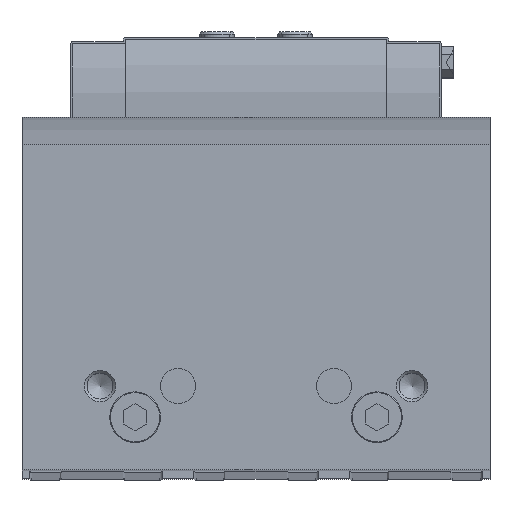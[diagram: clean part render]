
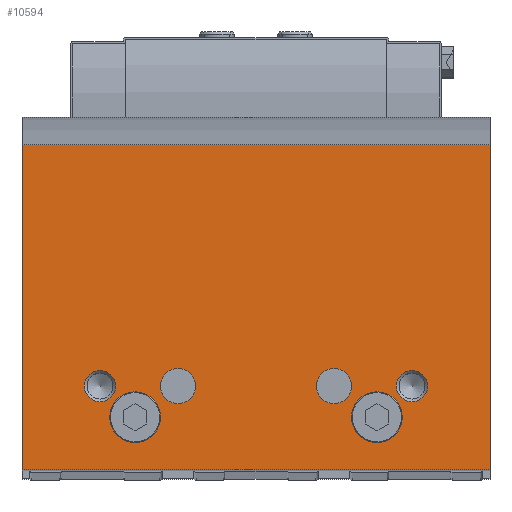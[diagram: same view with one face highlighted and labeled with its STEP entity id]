
A CAD part, top view. The second image highlights one B-rep face of the part: STEP entity #10594.
In plain terms, the highlighted planar face has unit normal (0, 0, 1).
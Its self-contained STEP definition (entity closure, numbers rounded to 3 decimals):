
#823=LINE('',#18088,#1802);
#825=LINE('',#18106,#1804);
#826=LINE('',#18108,#1805);
#827=LINE('',#18110,#1806);
#1802=VECTOR('',#14839,1000.);
#1804=VECTOR('',#14857,1000.);
#1805=VECTOR('',#14858,1000.);
#1806=VECTOR('',#14859,1000.);
#3554=ORIENTED_EDGE('',*,*,#5873,.T.);
#3555=ORIENTED_EDGE('',*,*,#5874,.T.);
#3556=ORIENTED_EDGE('',*,*,#5875,.T.);
#3557=ORIENTED_EDGE('',*,*,#5876,.T.);
#3558=ORIENTED_EDGE('',*,*,#5877,.T.);
#3559=ORIENTED_EDGE('',*,*,#5878,.T.);
#3560=ORIENTED_EDGE('',*,*,#5879,.T.);
#3561=ORIENTED_EDGE('',*,*,#5880,.F.);
#3562=ORIENTED_EDGE('',*,*,#5881,.F.);
#3563=ORIENTED_EDGE('',*,*,#5870,.T.);
#5870=EDGE_CURVE('',#7125,#7124,#823,.T.);
#5873=EDGE_CURVE('',#7127,#7127,#7937,.T.);
#5874=EDGE_CURVE('',#7128,#7128,#7938,.T.);
#5875=EDGE_CURVE('',#7129,#7129,#7939,.T.);
#5876=EDGE_CURVE('',#7130,#7130,#7940,.T.);
#5877=EDGE_CURVE('',#7131,#7131,#7941,.T.);
#5878=EDGE_CURVE('',#7132,#7132,#7942,.T.);
#5879=EDGE_CURVE('',#7124,#7133,#825,.T.);
#5880=EDGE_CURVE('',#7134,#7133,#826,.T.);
#5881=EDGE_CURVE('',#7125,#7134,#827,.T.);
#7124=VERTEX_POINT('',#18087);
#7125=VERTEX_POINT('',#18089);
#7127=VERTEX_POINT('',#18095);
#7128=VERTEX_POINT('',#18097);
#7129=VERTEX_POINT('',#18099);
#7130=VERTEX_POINT('',#18101);
#7131=VERTEX_POINT('',#18103);
#7132=VERTEX_POINT('',#18105);
#7133=VERTEX_POINT('',#18107);
#7134=VERTEX_POINT('',#18109);
#7937=CIRCLE('',#12876,6.5);
#7938=CIRCLE('',#12877,6.5);
#7939=CIRCLE('',#12878,4.5);
#7940=CIRCLE('',#12879,4.5);
#7941=CIRCLE('',#12880,4.);
#7942=CIRCLE('',#12881,4.);
#8458=EDGE_LOOP('',(#3554));
#8459=EDGE_LOOP('',(#3555));
#8460=EDGE_LOOP('',(#3556));
#8461=EDGE_LOOP('',(#3557));
#8462=EDGE_LOOP('',(#3558));
#8463=EDGE_LOOP('',(#3559));
#8464=EDGE_LOOP('',(#3560,#3561,#3562,#3563));
#9353=FACE_BOUND('',#8458,.T.);
#9354=FACE_BOUND('',#8459,.T.);
#9355=FACE_BOUND('',#8460,.T.);
#9356=FACE_BOUND('',#8461,.T.);
#9357=FACE_BOUND('',#8462,.T.);
#9358=FACE_BOUND('',#8463,.T.);
#9359=FACE_BOUND('',#8464,.T.);
#10140=PLANE('',#12875);
#10594=ADVANCED_FACE('',(#9353,#9354,#9355,#9356,#9357,#9358,#9359),#10140,
 .F.);
#12875=AXIS2_PLACEMENT_3D('',#18093,#14843,#14844);
#12876=AXIS2_PLACEMENT_3D('',#18094,#14845,#14846);
#12877=AXIS2_PLACEMENT_3D('',#18096,#14847,#14848);
#12878=AXIS2_PLACEMENT_3D('',#18098,#14849,#14850);
#12879=AXIS2_PLACEMENT_3D('',#18100,#14851,#14852);
#12880=AXIS2_PLACEMENT_3D('',#18102,#14853,#14854);
#12881=AXIS2_PLACEMENT_3D('',#18104,#14855,#14856);
#14839=DIRECTION('',(-1.,0.,0.));
#14843=DIRECTION('',(0.,0.,-1.));
#14844=DIRECTION('',(-1.,0.,0.));
#14845=DIRECTION('',(0.,0.,-1.));
#14846=DIRECTION('',(-1.,0.,0.));
#14847=DIRECTION('',(0.,0.,-1.));
#14848=DIRECTION('',(-1.,0.,0.));
#14849=DIRECTION('',(0.,0.,-1.));
#14850=DIRECTION('',(-1.,0.,0.));
#14851=DIRECTION('',(0.,0.,-1.));
#14852=DIRECTION('',(-1.,0.,0.));
#14853=DIRECTION('',(0.,0.,-1.));
#14854=DIRECTION('',(-1.,0.,0.));
#14855=DIRECTION('',(0.,0.,-1.));
#14856=DIRECTION('',(-1.,0.,0.));
#14857=DIRECTION('',(0.,-1.,0.));
#14858=DIRECTION('',(-1.,0.,0.));
#14859=DIRECTION('',(0.,-1.,0.));
#18087=CARTESIAN_POINT('',(-60.,83.84,1246.));
#18088=CARTESIAN_POINT('',(60.,83.84,1246.));
#18089=CARTESIAN_POINT('',(60.,83.84,1246.));
#18093=CARTESIAN_POINT('',(60.,83.84,1246.));
#18094=CARTESIAN_POINT('',(-31.,14.,1246.));
#18095=CARTESIAN_POINT('',(-37.5,14.,1246.));
#18096=CARTESIAN_POINT('',(31.,14.,1246.));
#18097=CARTESIAN_POINT('',(24.5,14.,1246.));
#18098=CARTESIAN_POINT('',(-20.,22.,1246.));
#18099=CARTESIAN_POINT('',(-24.5,22.,1246.));
#18100=CARTESIAN_POINT('',(20.,22.,1246.));
#18101=CARTESIAN_POINT('',(15.5,22.,1246.));
#18102=CARTESIAN_POINT('',(-40.,22.,1246.));
#18103=CARTESIAN_POINT('',(-44.,22.,1246.));
#18104=CARTESIAN_POINT('',(40.,22.,1246.));
#18105=CARTESIAN_POINT('',(36.,22.,1246.));
#18106=CARTESIAN_POINT('',(-60.,83.84,1246.));
#18107=CARTESIAN_POINT('',(-60.,0.5,1246.));
#18108=CARTESIAN_POINT('',(60.,0.5,1246.));
#18109=CARTESIAN_POINT('',(60.,0.5,1246.));
#18110=CARTESIAN_POINT('',(60.,83.84,1246.));
